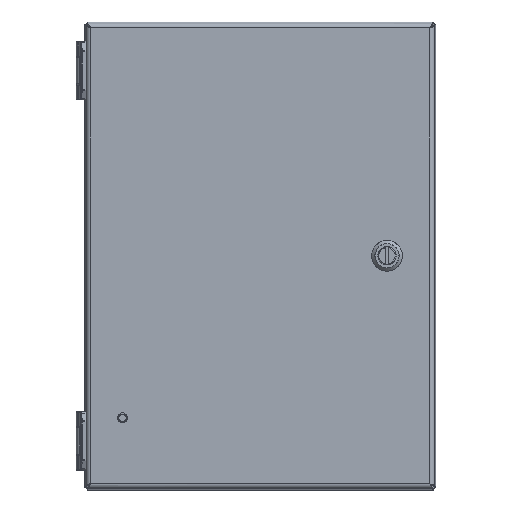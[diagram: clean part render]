
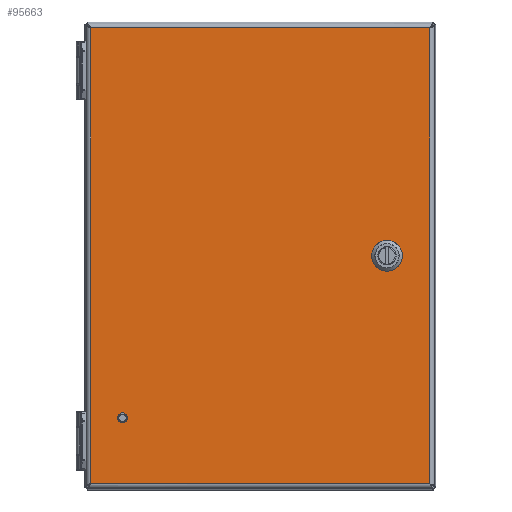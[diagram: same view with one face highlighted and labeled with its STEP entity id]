
A CAD part, top view. The second image highlights one B-rep face of the part: STEP entity #95663.
In plain terms, the highlighted planar face has unit normal (0, 0, 1).
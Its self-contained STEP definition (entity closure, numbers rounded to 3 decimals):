
#692 = VERTEX_POINT ( 'NONE', #12681 ) ;
#972 = CIRCLE ( 'NONE', #127487, 0.096 ) ;
#3922 = DIRECTION ( 'NONE',  ( -0.707, 0.707, 0. ) ) ;
#7289 = CARTESIAN_POINT ( 'NONE',  ( -4.351, 0., 6.185 ) ) ;
#12681 = CARTESIAN_POINT ( 'NONE',  ( -4.351, -5.85, 6.185 ) ) ;
#12691 = DIRECTION ( 'NONE',  ( 0., 0., 1. ) ) ;
#14684 = ORIENTED_EDGE ( 'NONE', *, *, #127830, .T. ) ;
#16480 = VERTEX_POINT ( 'NONE', #88569 ) ;
#17057 = DIRECTION ( 'NONE',  ( 0., 0., -1. ) ) ;
#18507 = EDGE_CURVE ( 'NONE', #155892, #126475, #44002, .T. ) ;
#18603 = EDGE_CURVE ( 'NONE', #96836, #91370, #169252, .T. ) ;
#19920 = VECTOR ( 'NONE', #94202, 39.37 ) ;
#20437 = CARTESIAN_POINT ( 'NONE',  ( -3.536, -4.16, 6.185 ) ) ;
#20612 = EDGE_CURVE ( 'NONE', #110758, #99314, #55474, .T. ) ;
#20679 = ORIENTED_EDGE ( 'NONE', *, *, #76596, .T. ) ;
#24733 = DIRECTION ( 'NONE',  ( 0., -1., 0. ) ) ;
#25932 = DIRECTION ( 'NONE',  ( 0., 0., -1. ) ) ;
#27363 = DIRECTION ( 'NONE',  ( 1., 0., 0. ) ) ;
#30791 = VECTOR ( 'NONE', #24733, 39.37 ) ;
#30990 = ORIENTED_EDGE ( 'NONE', *, *, #18603, .T. ) ;
#31373 = ORIENTED_EDGE ( 'NONE', *, *, #18507, .T. ) ;
#31450 = ORIENTED_EDGE ( 'NONE', *, *, #146480, .T. ) ;
#34937 = LINE ( 'NONE', #7289, #30791 ) ;
#35959 = DIRECTION ( 'NONE',  ( 0.707, 0.707, 0. ) ) ;
#36648 = DIRECTION ( 'NONE',  ( 1., 0., 0. ) ) ;
#37297 = AXIS2_PLACEMENT_3D ( 'NONE', #68890, #12691, #109447 ) ;
#38270 = CARTESIAN_POINT ( 'NONE',  ( 3.163, 0.308, 6.185 ) ) ;
#40048 = CARTESIAN_POINT ( 'NONE',  ( 3.559, 0.088, 6.185 ) ) ;
#42172 = CARTESIAN_POINT ( 'NONE',  ( -0.001, 5.85, 6.185 ) ) ;
#43079 = DIRECTION ( 'NONE',  ( -1., 0., 0. ) ) ;
#44002 = LINE ( 'NONE', #126030, #105018 ) ;
#44288 = EDGE_LOOP ( 'NONE', ( #31450 ) ) ;
#46816 = ORIENTED_EDGE ( 'NONE', *, *, #62695, .T. ) ;
#47369 = EDGE_CURVE ( 'NONE', #16480, #173043, #144699, .T. ) ;
#49410 = VECTOR ( 'NONE', #3922, 39.37 ) ;
#49925 = CIRCLE ( 'NONE', #152890, 0.32 ) ;
#51012 = ORIENTED_EDGE ( 'NONE', *, *, #20612, .T. ) ;
#55474 = LINE ( 'NONE', #165090, #19920 ) ;
#57475 = DIRECTION ( 'NONE',  ( 0., 1., 0. ) ) ;
#59967 = CARTESIAN_POINT ( 'NONE',  ( 2.944, 0.088, 6.185 ) ) ;
#62695 = EDGE_CURVE ( 'NONE', #99314, #143349, #136869, .T. ) ;
#64351 = CARTESIAN_POINT ( 'NONE',  ( 3.34, 0.308, 6.185 ) ) ;
#68890 = CARTESIAN_POINT ( 'NONE',  ( -0.001, 0., 6.185 ) ) ;
#71116 = CARTESIAN_POINT ( 'NONE',  ( -3.439, -4.16, 6.185 ) ) ;
#71934 = DIRECTION ( 'NONE',  ( 1., 0., 0. ) ) ;
#72338 = EDGE_CURVE ( 'NONE', #143349, #159958, #172441, .T. ) ;
#72831 = LINE ( 'NONE', #87534, #145512 ) ;
#76596 = EDGE_CURVE ( 'NONE', #173043, #155892, #143825, .T. ) ;
#80164 = CARTESIAN_POINT ( 'NONE',  ( -4.351, 5.85, 6.185 ) ) ;
#86900 = ORIENTED_EDGE ( 'NONE', *, *, #47369, .T. ) ;
#87489 = EDGE_CURVE ( 'NONE', #692, #161544, #72831, .T. ) ;
#87534 = CARTESIAN_POINT ( 'NONE',  ( -0.001, -5.85, 6.185 ) ) ;
#88569 = CARTESIAN_POINT ( 'NONE',  ( 2.944, 0.088, 6.185 ) ) ;
#89769 = DIRECTION ( 'NONE',  ( 1., 0., 0. ) ) ;
#91370 = VERTEX_POINT ( 'NONE', #80164 ) ;
#92262 = DIRECTION ( 'NONE',  ( 0., 0., -1. ) ) ;
#93988 = AXIS2_PLACEMENT_3D ( 'NONE', #95946, #25932, #122681 ) ;
#94202 = DIRECTION ( 'NONE',  ( -0.707, -0.707, 0. ) ) ;
#95663 = ADVANCED_FACE ( 'NONE', ( #182123, #111242, #138908 ), #140686, .T. ) ;
#95946 = CARTESIAN_POINT ( 'NONE',  ( 3.251, 0., 6.185 ) ) ;
#96836 = VERTEX_POINT ( 'NONE', #110807 ) ;
#99314 = VERTEX_POINT ( 'NONE', #132766 ) ;
#99842 = CARTESIAN_POINT ( 'NONE',  ( 4.349, 0., 6.185 ) ) ;
#105018 = VECTOR ( 'NONE', #168351, 39.37 ) ;
#108852 = EDGE_LOOP ( 'NONE', ( #14684, #86900, #20679, #31373, #178017, #51012, #46816, #150655 ) ) ;
#109447 = DIRECTION ( 'NONE',  ( 1., 0., 0. ) ) ;
#110524 = EDGE_CURVE ( 'NONE', #126475, #110758, #120555, .T. ) ;
#110758 = VERTEX_POINT ( 'NONE', #168210 ) ;
#110807 = CARTESIAN_POINT ( 'NONE',  ( 4.349, 5.85, 6.185 ) ) ;
#111242 = FACE_BOUND ( 'NONE', #44288, .T. ) ;
#111851 = LINE ( 'NONE', #99842, #164547 ) ;
#114686 = DIRECTION ( 'NONE',  ( 1., 0., 0. ) ) ;
#120555 = CIRCLE ( 'NONE', #93988, 0.32 ) ;
#122155 = ORIENTED_EDGE ( 'NONE', *, *, #173038, .T. ) ;
#122681 = DIRECTION ( 'NONE',  ( 1., 0., 0. ) ) ;
#124473 = CARTESIAN_POINT ( 'NONE',  ( 2.944, -0.088, 6.185 ) ) ;
#125342 = EDGE_CURVE ( 'NONE', #161544, #96836, #111851, .T. ) ;
#126030 = CARTESIAN_POINT ( 'NONE',  ( 3.34, 0.308, 6.185 ) ) ;
#126475 = VERTEX_POINT ( 'NONE', #40048 ) ;
#127487 = AXIS2_PLACEMENT_3D ( 'NONE', #20437, #92262, #114686 ) ;
#127830 = EDGE_CURVE ( 'NONE', #159958, #16480, #49925, .T. ) ;
#128216 = VERTEX_POINT ( 'NONE', #71116 ) ;
#130368 = CARTESIAN_POINT ( 'NONE',  ( 3.251, 0., 6.185 ) ) ;
#131457 = VECTOR ( 'NONE', #43079, 39.37 ) ;
#132766 = CARTESIAN_POINT ( 'NONE',  ( 3.34, -0.308, 6.185 ) ) ;
#136869 = CIRCLE ( 'NONE', #163369, 0.32 ) ;
#138908 = FACE_OUTER_BOUND ( 'NONE', #155893, .T. ) ;
#140686 = PLANE ( 'NONE',  #37297 ) ;
#143349 = VERTEX_POINT ( 'NONE', #172766 ) ;
#143825 = CIRCLE ( 'NONE', #167321, 0.32 ) ;
#144699 = LINE ( 'NONE', #59967, #170307 ) ;
#145512 = VECTOR ( 'NONE', #71934, 39.37 ) ;
#145731 = CARTESIAN_POINT ( 'NONE',  ( 3.163, -0.308, 6.185 ) ) ;
#146480 = EDGE_CURVE ( 'NONE', #128216, #128216, #972, .T. ) ;
#150655 = ORIENTED_EDGE ( 'NONE', *, *, #72338, .T. ) ;
#152890 = AXIS2_PLACEMENT_3D ( 'NONE', #181173, #169170, #27363 ) ;
#155892 = VERTEX_POINT ( 'NONE', #64351 ) ;
#155893 = EDGE_LOOP ( 'NONE', ( #122155, #166279, #157927, #30990 ) ) ;
#157927 = ORIENTED_EDGE ( 'NONE', *, *, #125342, .T. ) ;
#159958 = VERTEX_POINT ( 'NONE', #124473 ) ;
#161544 = VERTEX_POINT ( 'NONE', #165458 ) ;
#163369 = AXIS2_PLACEMENT_3D ( 'NONE', #164651, #165552, #36648 ) ;
#164547 = VECTOR ( 'NONE', #57475, 39.37 ) ;
#164651 = CARTESIAN_POINT ( 'NONE',  ( 3.251, 0., 6.185 ) ) ;
#165090 = CARTESIAN_POINT ( 'NONE',  ( 3.559, -0.088, 6.185 ) ) ;
#165458 = CARTESIAN_POINT ( 'NONE',  ( 4.349, -5.85, 6.185 ) ) ;
#165552 = DIRECTION ( 'NONE',  ( 0., 0., -1. ) ) ;
#166279 = ORIENTED_EDGE ( 'NONE', *, *, #87489, .T. ) ;
#167321 = AXIS2_PLACEMENT_3D ( 'NONE', #130368, #17057, #89769 ) ;
#168210 = CARTESIAN_POINT ( 'NONE',  ( 3.559, -0.088, 6.185 ) ) ;
#168351 = DIRECTION ( 'NONE',  ( 0.707, -0.707, 0. ) ) ;
#169170 = DIRECTION ( 'NONE',  ( 0., 0., -1. ) ) ;
#169252 = LINE ( 'NONE', #42172, #131457 ) ;
#170307 = VECTOR ( 'NONE', #35959, 39.37 ) ;
#172441 = LINE ( 'NONE', #145731, #49410 ) ;
#172766 = CARTESIAN_POINT ( 'NONE',  ( 3.163, -0.308, 6.185 ) ) ;
#173038 = EDGE_CURVE ( 'NONE', #91370, #692, #34937, .T. ) ;
#173043 = VERTEX_POINT ( 'NONE', #38270 ) ;
#178017 = ORIENTED_EDGE ( 'NONE', *, *, #110524, .T. ) ;
#181173 = CARTESIAN_POINT ( 'NONE',  ( 3.251, 0., 6.185 ) ) ;
#182123 = FACE_BOUND ( 'NONE', #108852, .T. ) ;
